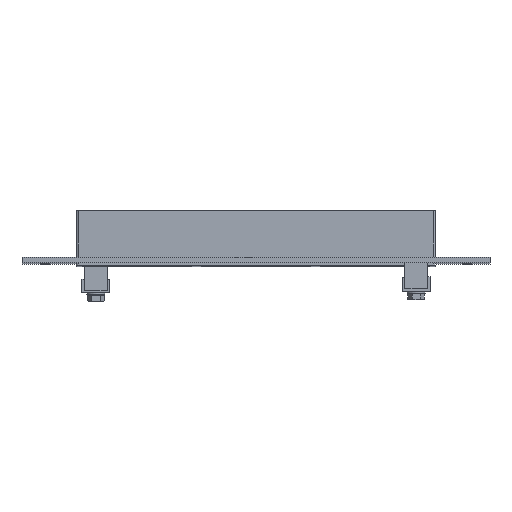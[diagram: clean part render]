
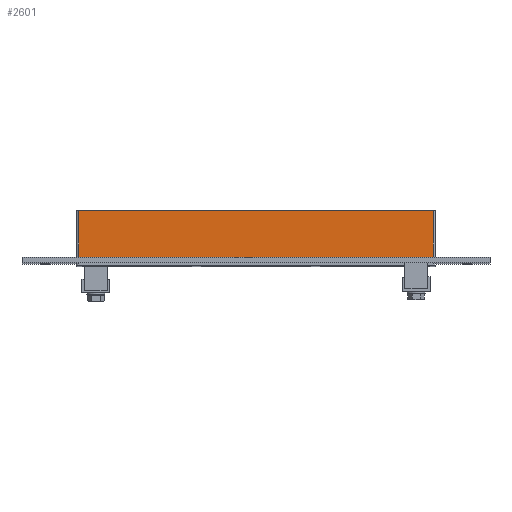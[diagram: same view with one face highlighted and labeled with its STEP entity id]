
A CAD part, top view. The second image highlights one B-rep face of the part: STEP entity #2601.
In plain terms, the highlighted planar face has unit normal (0, 0, 1).
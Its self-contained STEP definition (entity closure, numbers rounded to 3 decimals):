
#1083=CARTESIAN_POINT('',(-194.75,57.0,435.0));
#1084=VERTEX_POINT('',#1083);
#1092=CARTESIAN_POINT('',(194.75,57.0,435.0));
#1093=VERTEX_POINT('',#1092);
#1094=CARTESIAN_POINT('',(-194.75,57.0,435.0));
#1095=DIRECTION('',(1.0,0.0,0.0));
#1096=VECTOR('',#1095,389.5);
#1097=LINE('',#1094,#1096);
#1098=EDGE_CURVE('',#1084,#1093,#1097,.T.);
#2013=CARTESIAN_POINT('',(-194.75,6.,435.0));
#2014=VERTEX_POINT('',#2013);
#2064=CARTESIAN_POINT('',(194.75,6.,435.0));
#2065=VERTEX_POINT('',#2064);
#2073=CARTESIAN_POINT('',(-194.75,6.,435.0));
#2074=DIRECTION('',(1.0,0.0,0.0));
#2075=VECTOR('',#2074,389.5);
#2076=LINE('',#2073,#2075);
#2077=EDGE_CURVE('',#2014,#2065,#2076,.T.);
#2574=CARTESIAN_POINT('',(-194.75,6.,435.0));
#2575=DIRECTION('',(0.0,1.0,0.0));
#2576=VECTOR('',#2575,51.0);
#2577=LINE('',#2574,#2576);
#2578=EDGE_CURVE('',#2014,#1084,#2577,.T.);
#2585=CARTESIAN_POINT('',(-196.75,0.0,435.0));
#2586=DIRECTION('',(0.0,0.0,1.0));
#2587=DIRECTION('',(1.0,0.0,0.0));
#2588=AXIS2_PLACEMENT_3D('',#2585,#2586,#2587);
#2589=PLANE('',#2588);
#2590=ORIENTED_EDGE('',*,*,#2077,.T.);
#2591=CARTESIAN_POINT('',(194.75,57.0,435.0));
#2592=DIRECTION('',(0.0,-1.0,0.0));
#2593=VECTOR('',#2592,51.0);
#2594=LINE('',#2591,#2593);
#2595=EDGE_CURVE('',#1093,#2065,#2594,.T.);
#2596=ORIENTED_EDGE('',*,*,#2595,.F.);
#2597=ORIENTED_EDGE('',*,*,#1098,.F.);
#2598=ORIENTED_EDGE('',*,*,#2578,.F.);
#2599=EDGE_LOOP('',(#2590,#2596,#2597,#2598));
#2600=FACE_OUTER_BOUND('',#2599,.T.);
#2601=ADVANCED_FACE('',(#2600),#2589,.T.);
